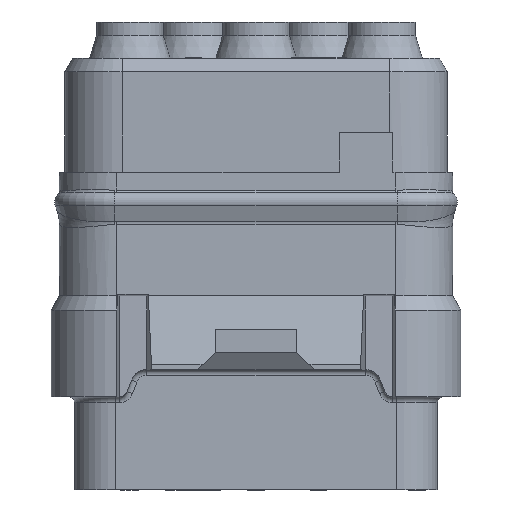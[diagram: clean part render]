
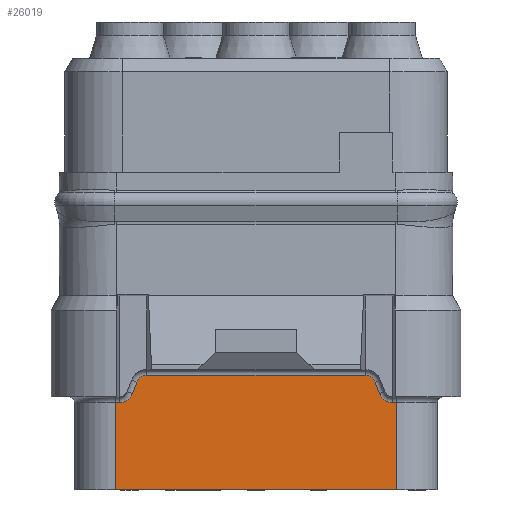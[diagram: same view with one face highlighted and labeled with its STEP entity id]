
A CAD part, front view. The second image highlights one B-rep face of the part: STEP entity #26019.
In plain terms, the highlighted planar face has unit normal (0, -1, 0).
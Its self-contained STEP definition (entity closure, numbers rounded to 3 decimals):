
#1877=CARTESIAN_POINT('',(-5.,-5.775,-7.93));
#1878=DIRECTION('',(0.,1.,0.));
#1879=DIRECTION('',(0.935,0.,-0.354));
#1880=AXIS2_PLACEMENT_3D('',#1877,#1878,#1879);
#1891=DIRECTION('',(-0.354,0.,-0.935));
#1892=VECTOR('',#1891,0.447);
#1893=CARTESIAN_POINT('',(-4.365,-5.775,-7.692));
#1894=LINE('',#1893,#1892);
#1913=CARTESIAN_POINT('',(-4.,-5.775,-7.83));
#1914=DIRECTION('',(0.,-1.,0.));
#1915=DIRECTION('',(0.,0.,1.));
#1916=AXIS2_PLACEMENT_3D('',#1913,#1914,#1915);
#1923=DIRECTION('',(-1.,0.,0.));
#1924=VECTOR('',#1923,8.);
#1925=CARTESIAN_POINT('',(4.,-5.775,-7.44));
#1926=LINE('',#1925,#1924);
#1969=CARTESIAN_POINT('',(4.,-5.775,-7.83));
#1970=DIRECTION('',(0.,-1.,0.));
#1971=DIRECTION('',(0.935,0.,0.354));
#1972=AXIS2_PLACEMENT_3D('',#1969,#1970,#1971);
#1983=DIRECTION('',(-0.354,0.,0.935));
#1984=VECTOR('',#1983,0.447);
#1985=CARTESIAN_POINT('',(4.523,-5.775,-8.11));
#1986=LINE('',#1985,#1984);
#2001=CARTESIAN_POINT('',(5.,-5.775,-7.93));
#2002=DIRECTION('',(0.,1.,0.));
#2003=DIRECTION('',(0.,0.,-1.));
#2004=AXIS2_PLACEMENT_3D('',#2001,#2002,#2003);
#2015=DIRECTION('',(-1.,0.,0.));
#2016=VECTOR('',#2015,0.15);
#2017=CARTESIAN_POINT('',(5.15,-5.775,-8.44));
#2018=LINE('',#2017,#2016);
#2323=DIRECTION('',(-1.,0.,0.));
#2324=VECTOR('',#2323,0.15);
#2325=CARTESIAN_POINT('',(-5.,-5.775,-8.44));
#2326=LINE('',#2325,#2324);
#2327=DIRECTION('',(0.,0.,-1.));
#2328=VECTOR('',#2327,3.19);
#2329=CARTESIAN_POINT('',(5.15,-5.775,-8.44));
#2330=LINE('',#2329,#2328);
#2403=DIRECTION('',(0.,0.,-1.));
#2404=VECTOR('',#2403,3.19);
#2405=CARTESIAN_POINT('',(-5.15,-5.775,-8.44));
#2406=LINE('',#2405,#2404);
#2430=DIRECTION('',(-1.,0.,0.));
#2431=VECTOR('',#2430,10.3);
#2432=CARTESIAN_POINT('',(5.15,-5.775,-11.63));
#2433=LINE('',#2432,#2431);
#16644=CARTESIAN_POINT('',(5.15,-5.775,-11.63));
#16645=VERTEX_POINT('',#16644);
#16646=CARTESIAN_POINT('',(-5.15,-5.775,-11.63));
#16647=VERTEX_POINT('',#16646);
#16684=CARTESIAN_POINT('',(-5.15,-5.775,-8.44));
#16685=VERTEX_POINT('',#16684);
#16688=CARTESIAN_POINT('',(-5.,-5.775,-8.44));
#16689=VERTEX_POINT('',#16688);
#16692=CARTESIAN_POINT('',(-4.523,-5.775,-8.11));
#16693=VERTEX_POINT('',#16692);
#16696=CARTESIAN_POINT('',(-4.365,-5.775,-7.692));
#16697=VERTEX_POINT('',#16696);
#16700=CARTESIAN_POINT('',(-4.,-5.775,-7.44));
#16701=VERTEX_POINT('',#16700);
#16702=CARTESIAN_POINT('',(4.,-5.775,-7.44));
#16703=VERTEX_POINT('',#16702);
#16708=CARTESIAN_POINT('',(4.365,-5.775,-7.692));
#16709=VERTEX_POINT('',#16708);
#16712=CARTESIAN_POINT('',(4.523,-5.775,-8.11));
#16713=VERTEX_POINT('',#16712);
#16716=CARTESIAN_POINT('',(5.,-5.775,-8.44));
#16717=VERTEX_POINT('',#16716);
#16720=CARTESIAN_POINT('',(5.15,-5.775,-8.44));
#16721=VERTEX_POINT('',#16720);
#25997=CARTESIAN_POINT('',(5.15,-5.775,-8.23));
#25998=DIRECTION('',(0.,-1.,0.));
#25999=DIRECTION('',(-1.,0.,0.));
#26000=AXIS2_PLACEMENT_3D('',#25997,#25998,#25999);
#26001=PLANE('',#26000);
#26002=ORIENTED_EDGE('',*,*,#25991,.F.);
#26003=ORIENTED_EDGE('',*,*,#25375,.F.);
#26004=ORIENTED_EDGE('',*,*,#25391,.F.);
#26005=ORIENTED_EDGE('',*,*,#25432,.F.);
#26006=ORIENTED_EDGE('',*,*,#25447,.F.);
#26007=ORIENTED_EDGE('',*,*,#25501,.F.);
#26008=ORIENTED_EDGE('',*,*,#25516,.F.);
#26009=ORIENTED_EDGE('',*,*,#25557,.F.);
#26010=ORIENTED_EDGE('',*,*,#25572,.F.);
#26012=ORIENTED_EDGE('',*,*,#26011,.T.);
#26014=ORIENTED_EDGE('',*,*,#26013,.T.);
#26016=ORIENTED_EDGE('',*,*,#26015,.F.);
#26017=EDGE_LOOP('',(#26002,#26003,#26004,#26005,#26006,#26007,#26008,#26009,
#26010,#26012,#26014,#26016));
#26018=FACE_OUTER_BOUND('',#26017,.F.);
#26019=ADVANCED_FACE('',(#26018),#26001,.T.);
#1881=CIRCLE('',#1880,0.51);
#1917=CIRCLE('',#1916,0.39);
#1973=CIRCLE('',#1972,0.39);
#2005=CIRCLE('',#2004,0.51);
#25375=EDGE_CURVE('',#16693,#16689,#1881,.T.);
#25391=EDGE_CURVE('',#16697,#16693,#1894,.T.);
#25432=EDGE_CURVE('',#16701,#16697,#1917,.T.);
#25447=EDGE_CURVE('',#16703,#16701,#1926,.T.);
#25501=EDGE_CURVE('',#16709,#16703,#1973,.T.);
#25516=EDGE_CURVE('',#16713,#16709,#1986,.T.);
#25557=EDGE_CURVE('',#16717,#16713,#2005,.T.);
#25572=EDGE_CURVE('',#16721,#16717,#2018,.T.);
#25991=EDGE_CURVE('',#16689,#16685,#2326,.T.);
#26011=EDGE_CURVE('',#16721,#16645,#2330,.T.);
#26013=EDGE_CURVE('',#16645,#16647,#2433,.T.);
#26015=EDGE_CURVE('',#16685,#16647,#2406,.T.);
